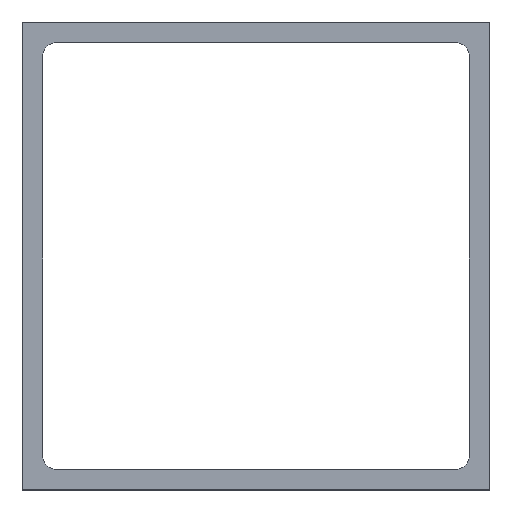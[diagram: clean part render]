
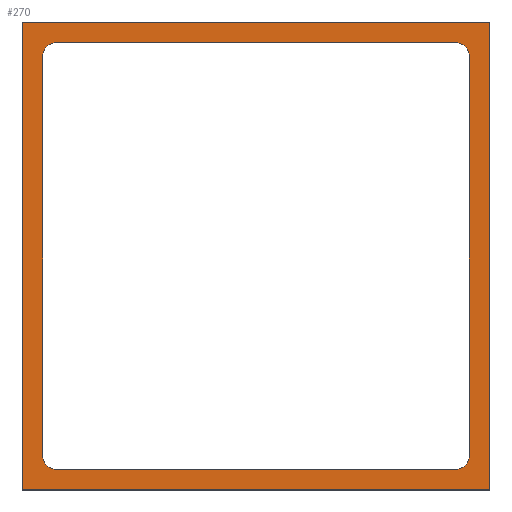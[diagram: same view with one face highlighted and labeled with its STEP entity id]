
A CAD part, top view. The second image highlights one B-rep face of the part: STEP entity #270.
In plain terms, the highlighted planar face has unit normal (0, 0, 1).
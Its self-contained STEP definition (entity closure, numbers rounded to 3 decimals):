
#24=CIRCLE('',#298,10.);
#25=CIRCLE('',#299,10.);
#26=CIRCLE('',#300,10.);
#27=CIRCLE('',#301,10.);
#64=ORIENTED_EDGE('',*,*,#114,.F.);
#65=ORIENTED_EDGE('',*,*,#132,.T.);
#66=ORIENTED_EDGE('',*,*,#120,.F.);
#67=ORIENTED_EDGE('',*,*,#133,.T.);
#68=ORIENTED_EDGE('',*,*,#124,.F.);
#69=ORIENTED_EDGE('',*,*,#134,.T.);
#70=ORIENTED_EDGE('',*,*,#128,.F.);
#71=ORIENTED_EDGE('',*,*,#135,.T.);
#72=ORIENTED_EDGE('',*,*,#106,.T.);
#73=ORIENTED_EDGE('',*,*,#110,.T.);
#74=ORIENTED_EDGE('',*,*,#113,.T.);
#75=ORIENTED_EDGE('',*,*,#131,.T.);
#106=EDGE_CURVE('',#143,#142,#166,.T.);
#110=EDGE_CURVE('',#142,#145,#170,.T.);
#113=EDGE_CURVE('',#145,#147,#173,.T.);
#114=EDGE_CURVE('',#148,#149,#174,.T.);
#120=EDGE_CURVE('',#154,#155,#180,.T.);
#124=EDGE_CURVE('',#158,#159,#184,.T.);
#128=EDGE_CURVE('',#162,#163,#188,.T.);
#131=EDGE_CURVE('',#147,#143,#191,.T.);
#132=EDGE_CURVE('',#148,#155,#24,.F.);
#133=EDGE_CURVE('',#154,#159,#25,.F.);
#134=EDGE_CURVE('',#158,#163,#26,.F.);
#135=EDGE_CURVE('',#162,#149,#27,.F.);
#142=VERTEX_POINT('',#391);
#143=VERTEX_POINT('',#393);
#145=VERTEX_POINT('',#399);
#147=VERTEX_POINT('',#405);
#148=VERTEX_POINT('',#409);
#149=VERTEX_POINT('',#410);
#154=VERTEX_POINT('',#421);
#155=VERTEX_POINT('',#423);
#158=VERTEX_POINT('',#430);
#159=VERTEX_POINT('',#432);
#162=VERTEX_POINT('',#439);
#163=VERTEX_POINT('',#441);
#166=LINE('',#392,#194);
#170=LINE('',#400,#198);
#173=LINE('',#406,#201);
#174=LINE('',#408,#202);
#180=LINE('',#422,#208);
#184=LINE('',#431,#212);
#188=LINE('',#440,#216);
#191=LINE('',#445,#219);
#194=VECTOR('',#317,1000.);
#198=VECTOR('',#323,1000.);
#201=VECTOR('',#328,1000.);
#202=VECTOR('',#331,1000.);
#208=VECTOR('',#339,1000.);
#212=VECTOR('',#345,1000.);
#216=VECTOR('',#351,1000.);
#219=VECTOR('',#356,1000.);
#228=EDGE_LOOP('',(#64,#65,#66,#67,#68,#69,#70,#71));
#229=EDGE_LOOP('',(#72,#73,#74,#75));
#244=FACE_BOUND('',#228,.T.);
#245=FACE_BOUND('',#229,.T.);
#260=PLANE('',#297);
#270=ADVANCED_FACE('',(#244,#245),#260,.T.);
#297=AXIS2_PLACEMENT_3D('',#446,#357,#358);
#298=AXIS2_PLACEMENT_3D('',#447,#359,#360);
#299=AXIS2_PLACEMENT_3D('',#448,#361,#362);
#300=AXIS2_PLACEMENT_3D('',#449,#363,#364);
#301=AXIS2_PLACEMENT_3D('',#450,#365,#366);
#317=DIRECTION('',(1.,0.,0.));
#323=DIRECTION('',(0.,1.,0.));
#328=DIRECTION('',(-1.,0.,0.));
#331=DIRECTION('',(1.,0.,0.));
#339=DIRECTION('',(0.,-1.,0.));
#345=DIRECTION('',(-1.,0.,0.));
#351=DIRECTION('',(0.,1.,0.));
#356=DIRECTION('',(0.,-1.,0.));
#357=DIRECTION('',(0.,0.,1.));
#358=DIRECTION('',(1.,0.,0.));
#359=DIRECTION('',(0.,0.,1.));
#360=DIRECTION('',(1.,0.,0.));
#361=DIRECTION('',(0.,0.,1.));
#362=DIRECTION('',(1.,0.,0.));
#363=DIRECTION('',(0.,0.,1.));
#364=DIRECTION('',(1.,0.,0.));
#365=DIRECTION('',(0.,0.,1.));
#366=DIRECTION('',(1.,0.,0.));
#391=CARTESIAN_POINT('',(138.345,-138.345,6.));
#392=CARTESIAN_POINT('',(-200.699,-138.345,6.));
#393=CARTESIAN_POINT('',(-200.699,-138.345,6.));
#399=CARTESIAN_POINT('',(138.345,200.699,6.));
#400=CARTESIAN_POINT('',(138.345,-138.345,6.));
#405=CARTESIAN_POINT('',(-200.699,200.699,6.));
#406=CARTESIAN_POINT('',(138.345,200.699,6.));
#408=CARTESIAN_POINT('',(-185.699,-123.345,6.));
#409=CARTESIAN_POINT('',(-175.699,-123.345,6.));
#410=CARTESIAN_POINT('',(113.345,-123.345,6.));
#421=CARTESIAN_POINT('',(-185.699,175.699,6.));
#422=CARTESIAN_POINT('',(-185.699,185.699,6.));
#423=CARTESIAN_POINT('',(-185.699,-113.345,6.));
#430=CARTESIAN_POINT('',(113.345,185.699,6.));
#431=CARTESIAN_POINT('',(123.345,185.699,6.));
#432=CARTESIAN_POINT('',(-175.699,185.699,6.));
#439=CARTESIAN_POINT('',(123.345,-113.345,6.));
#440=CARTESIAN_POINT('',(123.345,-123.345,6.));
#441=CARTESIAN_POINT('',(123.345,175.699,6.));
#445=CARTESIAN_POINT('',(-200.699,200.699,6.));
#446=CARTESIAN_POINT('',(0.,0.,6.));
#447=CARTESIAN_POINT('',(-175.699,-113.345,6.));
#448=CARTESIAN_POINT('',(-175.699,175.699,6.));
#449=CARTESIAN_POINT('',(113.345,175.699,6.));
#450=CARTESIAN_POINT('',(113.345,-113.345,6.));
